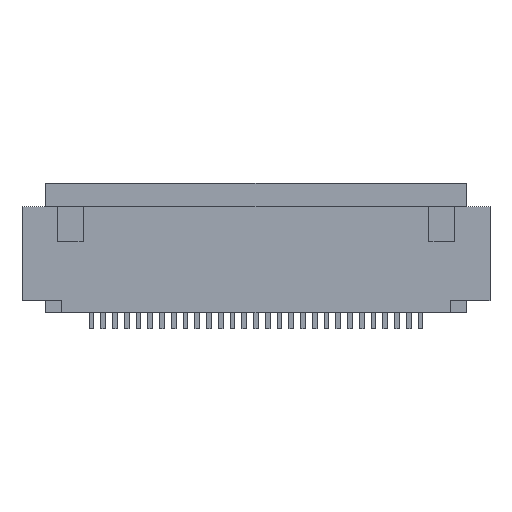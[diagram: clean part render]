
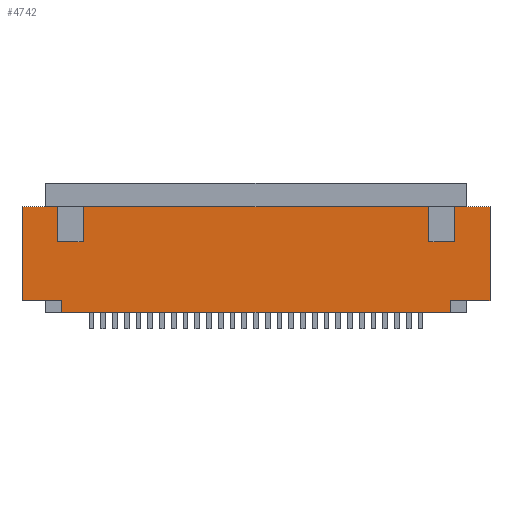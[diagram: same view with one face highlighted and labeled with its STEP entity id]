
A CAD part, top view. The second image highlights one B-rep face of the part: STEP entity #4742.
In plain terms, the highlighted planar face has unit normal (0, 0, 1).
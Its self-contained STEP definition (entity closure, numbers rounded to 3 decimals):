
#218 = DIRECTION ( 'NONE',  ( 1., 0., 0. ) ) ;
#424 = DIRECTION ( 'NONE',  ( -1., 0., 0. ) ) ;
#847 = VERTEX_POINT ( 'NONE', #7253 ) ;
#852 = LINE ( 'NONE', #8078, #5441 ) ;
#865 = VECTOR ( 'NONE', #7291, 1000. ) ;
#922 = CARTESIAN_POINT ( 'NONE',  ( 0., -4.5, 2. ) ) ;
#939 = LINE ( 'NONE', #4387, #6536 ) ;
#1028 = CARTESIAN_POINT ( 'NONE',  ( 8.25, -4., 2. ) ) ;
#1213 = VECTOR ( 'NONE', #218, 1000. ) ;
#1432 = EDGE_CURVE ( 'NONE', #6077, #1680, #4419, .T. ) ;
#1453 = ORIENTED_EDGE ( 'NONE', *, *, #7374, .F. ) ;
#1603 = ORIENTED_EDGE ( 'NONE', *, *, #4278, .F. ) ;
#1649 = LINE ( 'NONE', #922, #1213 ) ;
#1672 = LINE ( 'NONE', #1028, #8254 ) ;
#1680 = VERTEX_POINT ( 'NONE', #8339 ) ;
#1973 = FACE_OUTER_BOUND ( 'NONE', #4008, .T. ) ;
#2769 = CARTESIAN_POINT ( 'NONE',  ( -8.25, -4., 2. ) ) ;
#2917 = VERTEX_POINT ( 'NONE', #3694 ) ;
#2941 = VERTEX_POINT ( 'NONE', #6325 ) ;
#3636 = EDGE_CURVE ( 'NONE', #2917, #6482, #1672, .T. ) ;
#3694 = CARTESIAN_POINT ( 'NONE',  ( 8.25, -4., 2. ) ) ;
#3831 = CARTESIAN_POINT ( 'NONE',  ( -9.95, -4., 2. ) ) ;
#4008 = EDGE_LOOP ( 'NONE', ( #4024, #8072, #1453, #8291, #7051, #1603, #5154, #7063 ) ) ;
#4024 = ORIENTED_EDGE ( 'NONE', *, *, #7953, .T. ) ;
#4114 = LINE ( 'NONE', #6666, #4874 ) ;
#4115 = VECTOR ( 'NONE', #6419, 1000. ) ;
#4129 = CARTESIAN_POINT ( 'NONE',  ( -9.95, -4.5, 2. ) ) ;
#4278 = EDGE_CURVE ( 'NONE', #847, #1680, #7858, .T. ) ;
#4387 = CARTESIAN_POINT ( 'NONE',  ( -8.25, -4., 2. ) ) ;
#4419 = LINE ( 'NONE', #7173, #4115 ) ;
#4742 = ADVANCED_FACE ( 'NONE', ( #1973 ), #8271, .F. ) ;
#4874 = VECTOR ( 'NONE', #7279, 1000. ) ;
#5043 = EDGE_CURVE ( 'NONE', #847, #5966, #6371, .T. ) ;
#5154 = ORIENTED_EDGE ( 'NONE', *, *, #5043, .T. ) ;
#5179 = CARTESIAN_POINT ( 'NONE',  ( 9.95, 0., 2. ) ) ;
#5441 = VECTOR ( 'NONE', #7268, 1000. ) ;
#5966 = VERTEX_POINT ( 'NONE', #2769 ) ;
#6046 = DIRECTION ( 'NONE',  ( 0., -1., 0. ) ) ;
#6077 = VERTEX_POINT ( 'NONE', #5179 ) ;
#6240 = EDGE_CURVE ( 'NONE', #7784, #6077, #4114, .T. ) ;
#6325 = CARTESIAN_POINT ( 'NONE',  ( -8.25, -4.5, 2. ) ) ;
#6371 = LINE ( 'NONE', #3831, #6909 ) ;
#6419 = DIRECTION ( 'NONE',  ( -1., 0., 0. ) ) ;
#6477 = AXIS2_PLACEMENT_3D ( 'NONE', #8314, #7715, #424 ) ;
#6482 = VERTEX_POINT ( 'NONE', #7013 ) ;
#6536 = VECTOR ( 'NONE', #8117, 1000. ) ;
#6666 = CARTESIAN_POINT ( 'NONE',  ( 9.95, -4.5, 2. ) ) ;
#6909 = VECTOR ( 'NONE', #7778, 1000. ) ;
#7013 = CARTESIAN_POINT ( 'NONE',  ( 8.25, -4.5, 2. ) ) ;
#7051 = ORIENTED_EDGE ( 'NONE', *, *, #1432, .T. ) ;
#7063 = ORIENTED_EDGE ( 'NONE', *, *, #7479, .T. ) ;
#7173 = CARTESIAN_POINT ( 'NONE',  ( 0., 0., 2. ) ) ;
#7253 = CARTESIAN_POINT ( 'NONE',  ( -9.95, -4., 2. ) ) ;
#7268 = DIRECTION ( 'NONE',  ( -1., 0., 0. ) ) ;
#7279 = DIRECTION ( 'NONE',  ( 0., 1., 0. ) ) ;
#7291 = DIRECTION ( 'NONE',  ( 0., 1., 0. ) ) ;
#7374 = EDGE_CURVE ( 'NONE', #7784, #2917, #852, .T. ) ;
#7479 = EDGE_CURVE ( 'NONE', #5966, #2941, #939, .T. ) ;
#7631 = CARTESIAN_POINT ( 'NONE',  ( 9.95, -4., 2. ) ) ;
#7715 = DIRECTION ( 'NONE',  ( 0., 0., -1. ) ) ;
#7778 = DIRECTION ( 'NONE',  ( 1., 0., 0. ) ) ;
#7784 = VERTEX_POINT ( 'NONE', #7631 ) ;
#7858 = LINE ( 'NONE', #4129, #865 ) ;
#7953 = EDGE_CURVE ( 'NONE', #2941, #6482, #1649, .T. ) ;
#8072 = ORIENTED_EDGE ( 'NONE', *, *, #3636, .F. ) ;
#8078 = CARTESIAN_POINT ( 'NONE',  ( 9.95, -4., 2. ) ) ;
#8117 = DIRECTION ( 'NONE',  ( 0., -1., 0. ) ) ;
#8254 = VECTOR ( 'NONE', #6046, 1000. ) ;
#8271 = PLANE ( 'NONE',  #6477 ) ;
#8291 = ORIENTED_EDGE ( 'NONE', *, *, #6240, .T. ) ;
#8314 = CARTESIAN_POINT ( 'NONE',  ( 0., 0., 2. ) ) ;
#8339 = CARTESIAN_POINT ( 'NONE',  ( -9.95, 0., 2. ) ) ;
